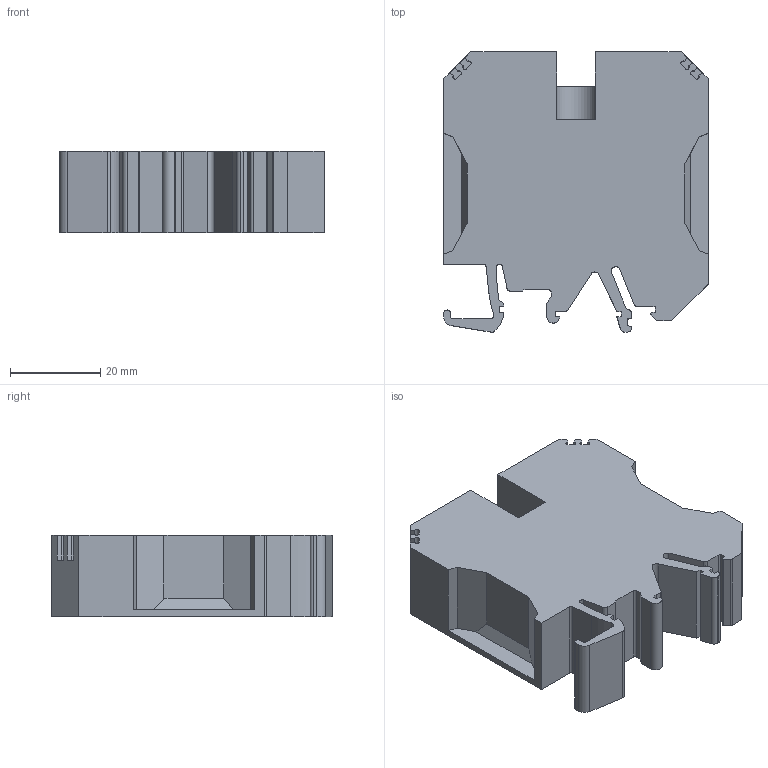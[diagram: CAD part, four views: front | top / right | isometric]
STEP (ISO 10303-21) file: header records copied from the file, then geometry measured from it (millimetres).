
FILE_DESCRIPTION((''),'2;1');
FILE_NAME('USK-35','2023-10-12T',('dell'),(''),'PRO/ENGINEER BY PARAMETRIC TECHNOLOGY CORPORATION, 2013230','PRO/ENGINEER BY PARAMETRIC TECHNOLOGY CORPORATION, 2013230','');
FILE_SCHEMA(('AUTOMOTIVE_DESIGN { 1 0 10303 214 1 1 1 1 }'));
Length unit declared in the file: millimetre
Products named in the file (1): USK-35
Bounding box: 58.5 x 62 x 18 mm (x, y, z)
Volume: 48840.4 mm3; surface area: 13432 mm2
Topology: 1 solids, 1 shells, 124 faces, 360 edges, 240 vertices
Faces by surface type: plane 88, cylinder 36
Entity records: 4147 total; most frequent: CARTESIAN_POINT 726, ORIENTED_EDGE 720, DIRECTION 680, EDGE_CURVE 360, VECTOR 288, LINE 288, VERTEX_POINT 240, AXIS2_PLACEMENT_3D 196
